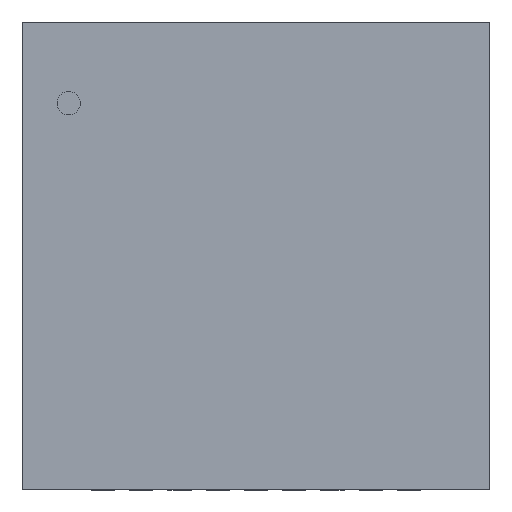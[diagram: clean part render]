
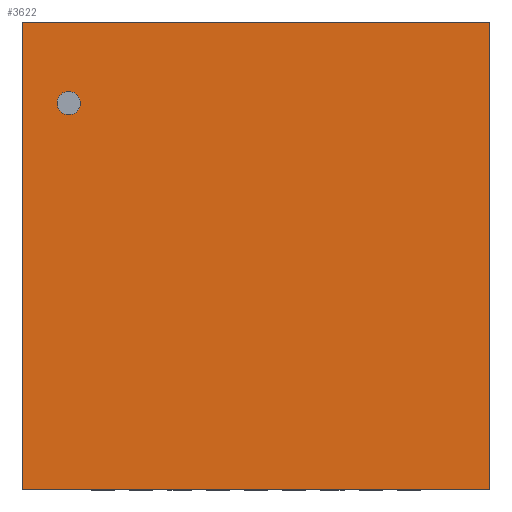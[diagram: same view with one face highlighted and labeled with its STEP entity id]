
A CAD part, top view. The second image highlights one B-rep face of the part: STEP entity #3622.
In plain terms, the highlighted planar face has unit normal (0, 0, 1).
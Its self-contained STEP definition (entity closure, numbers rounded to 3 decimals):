
#59=PLANE('',#3907);
#290=FACE_OUTER_BOUND('',#521,.T.);
#521=EDGE_LOOP('',(#2451,#2452,#2453,#2454));
#747=LINE('',#5071,#1204);
#751=LINE('',#5078,#1208);
#754=LINE('',#5084,#1211);
#756=LINE('',#5087,#1213);
#1204=VECTOR('',#4147,6.121);
#1208=VECTOR('',#4153,6.121);
#1211=VECTOR('',#4158,6.121);
#1213=VECTOR('',#4162,6.121);
#1664=VERTEX_POINT('',#5068);
#1665=VERTEX_POINT('',#5070);
#1667=VERTEX_POINT('',#5076);
#1669=VERTEX_POINT('',#5082);
#1971=EDGE_CURVE('',#1665,#1664,#747,.T.);
#1975=EDGE_CURVE('',#1664,#1667,#751,.T.);
#1978=EDGE_CURVE('',#1667,#1669,#754,.T.);
#1980=EDGE_CURVE('',#1669,#1665,#756,.T.);
#2451=ORIENTED_EDGE('',*,*,#1971,.T.);
#2452=ORIENTED_EDGE('',*,*,#1975,.T.);
#2453=ORIENTED_EDGE('',*,*,#1978,.T.);
#2454=ORIENTED_EDGE('',*,*,#1980,.T.);
#3622=ADVANCED_FACE('',(#290),#59,.T.);
#3907=AXIS2_PLACEMENT_3D('',#5089,#4165,#4166);
#4147=DIRECTION('',(1.,0.,0.));
#4153=DIRECTION('',(0.,1.,0.));
#4158=DIRECTION('',(-1.,0.,0.));
#4162=DIRECTION('',(0.,-1.,0.));
#4165=DIRECTION('center_axis',(0.,0.,1.));
#4166=DIRECTION('ref_axis',(0.,1.,0.));
#5068=CARTESIAN_POINT('',(3.061,-3.061,0.94));
#5070=CARTESIAN_POINT('',(-3.061,-3.061,0.94));
#5071=CARTESIAN_POINT('',(-3.061,-3.061,0.94));
#5076=CARTESIAN_POINT('',(3.061,3.061,0.94));
#5078=CARTESIAN_POINT('',(3.061,-3.061,0.94));
#5082=CARTESIAN_POINT('',(-3.061,3.061,0.94));
#5084=CARTESIAN_POINT('',(3.061,3.061,0.94));
#5087=CARTESIAN_POINT('',(-3.061,3.061,0.94));
#5089=CARTESIAN_POINT('Origin',(-3.061,-3.061,0.94));
